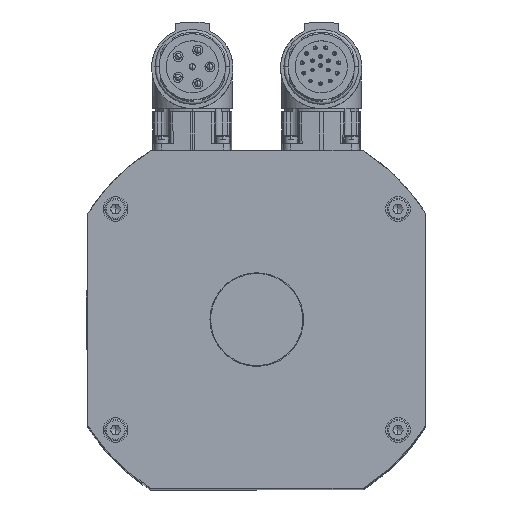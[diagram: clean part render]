
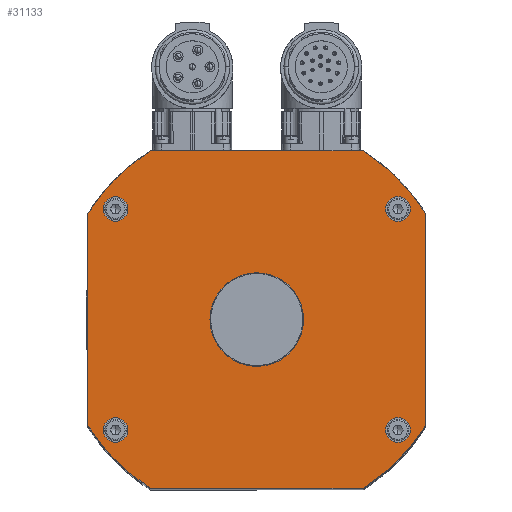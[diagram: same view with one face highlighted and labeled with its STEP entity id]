
A CAD part, top view. The second image highlights one B-rep face of the part: STEP entity #31133.
In plain terms, the highlighted face is planar.
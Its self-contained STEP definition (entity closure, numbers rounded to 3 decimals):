
#6078=CARTESIAN_POINT('',(-46.,40.,296.5));
#6079=VERTEX_POINT('',#6078);
#6095=CARTESIAN_POINT('',(-46.,32.,296.5));
#6096=VERTEX_POINT('',#6095);
#6103=CARTESIAN_POINT('',(-46.,36.,296.5));
#6104=DIRECTION('',(0.0,0.0,-1.0));
#6105=DIRECTION('',(0.0,1.0,0.0));
#6106=AXIS2_PLACEMENT_3D('',#6103,#6104,#6105);
#6107=CIRCLE('',#6106,4.0);
#6108=EDGE_CURVE('',#6079,#6096,#6107,.T.);
#6141=CARTESIAN_POINT('',(46.,-32.,296.5));
#6142=VERTEX_POINT('',#6141);
#6158=CARTESIAN_POINT('',(46.,-40.,296.5));
#6159=VERTEX_POINT('',#6158);
#6166=CARTESIAN_POINT('',(46.0,-36.,296.5));
#6167=DIRECTION('',(0.0,0.0,-1.0));
#6168=DIRECTION('',(0.0,1.0,0.0));
#6169=AXIS2_PLACEMENT_3D('',#6166,#6167,#6168);
#6170=CIRCLE('',#6169,4.0);
#6171=EDGE_CURVE('',#6142,#6159,#6170,.T.);
#6204=CARTESIAN_POINT('',(46.,40.,296.5));
#6205=VERTEX_POINT('',#6204);
#6221=CARTESIAN_POINT('',(46.,32.,296.5));
#6222=VERTEX_POINT('',#6221);
#6229=CARTESIAN_POINT('',(46.,36.,296.5));
#6230=DIRECTION('',(0.0,0.0,-1.0));
#6231=DIRECTION('',(0.0,1.0,0.0));
#6232=AXIS2_PLACEMENT_3D('',#6229,#6230,#6231);
#6233=CIRCLE('',#6232,4.0);
#6234=EDGE_CURVE('',#6205,#6222,#6233,.T.);
#6267=CARTESIAN_POINT('',(-46.,-32.,296.5));
#6268=VERTEX_POINT('',#6267);
#6284=CARTESIAN_POINT('',(-46.,-40.,296.5));
#6285=VERTEX_POINT('',#6284);
#6292=CARTESIAN_POINT('',(-46.,-36.,296.5));
#6293=DIRECTION('',(0.0,0.0,-1.0));
#6294=DIRECTION('',(0.0,1.0,0.0));
#6295=AXIS2_PLACEMENT_3D('',#6292,#6293,#6294);
#6296=CIRCLE('',#6295,4.0);
#6297=EDGE_CURVE('',#6268,#6285,#6296,.T.);
#6309=CARTESIAN_POINT('',(0.,-15.25,296.5));
#6310=VERTEX_POINT('',#6309);
#6326=CARTESIAN_POINT('',(0.,15.25,296.5));
#6327=VERTEX_POINT('',#6326);
#6334=CARTESIAN_POINT('',(0.,0.,296.5));
#6335=DIRECTION('',(0.0,0.0,-1.0));
#6336=DIRECTION('',(0.0,-1.0,0.0));
#6337=AXIS2_PLACEMENT_3D('',#6334,#6335,#6336);
#6338=CIRCLE('',#6337,15.25);
#6339=EDGE_CURVE('',#6310,#6327,#6338,.T.);
#30352=CARTESIAN_POINT('',(0.,0.,296.5));
#30353=DIRECTION('',(0.0,0.0,-1.0));
#30354=DIRECTION('',(0.0,-1.0,0.0));
#30355=AXIS2_PLACEMENT_3D('',#30352,#30353,#30354);
#30356=CIRCLE('',#30355,15.25);
#30357=EDGE_CURVE('',#6327,#6310,#30356,.T.);
#30437=CARTESIAN_POINT('',(-46.,-36.,296.5));
#30438=DIRECTION('',(0.0,0.0,-1.0));
#30439=DIRECTION('',(0.0,1.0,0.0));
#30440=AXIS2_PLACEMENT_3D('',#30437,#30438,#30439);
#30441=CIRCLE('',#30440,4.0);
#30442=EDGE_CURVE('',#6285,#6268,#30441,.T.);
#30496=CARTESIAN_POINT('',(46.,36.,296.5));
#30497=DIRECTION('',(0.0,0.0,-1.0));
#30498=DIRECTION('',(0.0,1.0,0.0));
#30499=AXIS2_PLACEMENT_3D('',#30496,#30497,#30498);
#30500=CIRCLE('',#30499,4.0);
#30501=EDGE_CURVE('',#6222,#6205,#30500,.T.);
#30561=CARTESIAN_POINT('',(46.0,-36.,296.5));
#30562=DIRECTION('',(0.0,0.0,-1.0));
#30563=DIRECTION('',(0.0,1.0,0.0));
#30564=AXIS2_PLACEMENT_3D('',#30561,#30562,#30563);
#30565=CIRCLE('',#30564,4.0);
#30566=EDGE_CURVE('',#6159,#6142,#30565,.T.);
#30620=CARTESIAN_POINT('',(-46.,36.,296.5));
#30621=DIRECTION('',(0.0,0.0,-1.0));
#30622=DIRECTION('',(0.0,1.0,0.0));
#30623=AXIS2_PLACEMENT_3D('',#30620,#30621,#30622);
#30624=CIRCLE('',#30623,4.0);
#30625=EDGE_CURVE('',#6096,#6079,#30624,.T.);
#30672=CARTESIAN_POINT('',(-55.,34.641,296.5));
#30673=VERTEX_POINT('',#30672);
#30680=CARTESIAN_POINT('',(-34.641,55.,296.5));
#30681=VERTEX_POINT('',#30680);
#30682=CARTESIAN_POINT('',(0.,0.,296.5));
#30683=DIRECTION('',(0.,0.,1.));
#30684=DIRECTION('',(0.846,-0.533,0.));
#30685=AXIS2_PLACEMENT_3D('',#30682,#30683,#30684);
#30686=CIRCLE('',#30685,65.);
#30687=EDGE_CURVE('',#30681,#30673,#30686,.T.);
#30739=CARTESIAN_POINT('',(-55.,-34.641,296.5));
#30740=VERTEX_POINT('',#30739);
#30747=CARTESIAN_POINT('',(-55.,34.641,296.5));
#30748=DIRECTION('',(0.0,-1.0,0.0));
#30749=VECTOR('',#30748,69.282);
#30750=LINE('',#30747,#30749);
#30751=EDGE_CURVE('',#30673,#30740,#30750,.T.);
#30803=CARTESIAN_POINT('',(-34.641,-55.,296.5));
#30804=VERTEX_POINT('',#30803);
#30811=CARTESIAN_POINT('',(0.,0.,296.5));
#30812=DIRECTION('',(0.,0.,1.));
#30813=DIRECTION('',(0.533,0.846,0.));
#30814=AXIS2_PLACEMENT_3D('',#30811,#30812,#30813);
#30815=CIRCLE('',#30814,65.);
#30816=EDGE_CURVE('',#30740,#30804,#30815,.T.);
#30835=CARTESIAN_POINT('',(34.641,-55.,296.5));
#30836=VERTEX_POINT('',#30835);
#30843=CARTESIAN_POINT('',(-34.641,-55.,296.5));
#30844=DIRECTION('',(1.0,0.0,0.0));
#30845=VECTOR('',#30844,69.282);
#30846=LINE('',#30843,#30845);
#30847=EDGE_CURVE('',#30804,#30836,#30846,.T.);
#30891=CARTESIAN_POINT('',(55.,-34.641,296.5));
#30892=VERTEX_POINT('',#30891);
#30899=CARTESIAN_POINT('',(0.,0.,296.5));
#30900=DIRECTION('',(0.,0.,1.));
#30901=DIRECTION('',(-0.846,0.533,0.));
#30902=AXIS2_PLACEMENT_3D('',#30899,#30900,#30901);
#30903=CIRCLE('',#30902,65.);
#30904=EDGE_CURVE('',#30836,#30892,#30903,.T.);
#30951=CARTESIAN_POINT('',(55.,34.641,296.5));
#30952=VERTEX_POINT('',#30951);
#30959=CARTESIAN_POINT('',(55.,-34.641,296.5));
#30960=DIRECTION('',(0.0,1.0,0.0));
#30961=VECTOR('',#30960,69.282);
#30962=LINE('',#30959,#30961);
#30963=EDGE_CURVE('',#30892,#30952,#30962,.T.);
#31007=CARTESIAN_POINT('',(34.641,55.,296.5));
#31008=VERTEX_POINT('',#31007);
#31015=CARTESIAN_POINT('',(0.,0.,296.5));
#31016=DIRECTION('',(0.,0.,1.0));
#31017=DIRECTION('',(-0.533,-0.846,0.));
#31018=AXIS2_PLACEMENT_3D('',#31015,#31016,#31017);
#31019=CIRCLE('',#31018,65.0);
#31020=EDGE_CURVE('',#30952,#31008,#31019,.T.);
#31038=CARTESIAN_POINT('',(34.641,55.,296.5));
#31039=DIRECTION('',(-1.0,0.0,0.0));
#31040=VECTOR('',#31039,69.282);
#31041=LINE('',#31038,#31040);
#31042=EDGE_CURVE('',#31008,#30681,#31041,.T.);
#31098=CARTESIAN_POINT('',(0.,0.,296.5));
#31099=DIRECTION('',(0.0,0.0,-1.0));
#31100=DIRECTION('',(0.0,-1.0,0.0));
#31101=AXIS2_PLACEMENT_3D('',#31098,#31099,#31100);
#31102=PLANE('',#31101);
#31103=ORIENTED_EDGE('',*,*,#31042,.T.);
#31104=ORIENTED_EDGE('',*,*,#30687,.T.);
#31105=ORIENTED_EDGE('',*,*,#30751,.T.);
#31106=ORIENTED_EDGE('',*,*,#30816,.T.);
#31107=ORIENTED_EDGE('',*,*,#30847,.T.);
#31108=ORIENTED_EDGE('',*,*,#30904,.T.);
#31109=ORIENTED_EDGE('',*,*,#30963,.T.);
#31110=ORIENTED_EDGE('',*,*,#31020,.T.);
#31111=EDGE_LOOP('',(#31103,#31104,#31105,#31106,#31107,#31108,#31109,#31110));
#31112=FACE_OUTER_BOUND('',#31111,.T.);
#31113=ORIENTED_EDGE('',*,*,#30357,.T.);
#31114=ORIENTED_EDGE('',*,*,#6339,.T.);
#31115=EDGE_LOOP('',(#31113,#31114));
#31116=FACE_BOUND('',#31115,.T.);
#31117=ORIENTED_EDGE('',*,*,#6297,.T.);
#31118=ORIENTED_EDGE('',*,*,#30442,.T.);
#31119=EDGE_LOOP('',(#31117,#31118));
#31120=FACE_BOUND('',#31119,.T.);
#31121=ORIENTED_EDGE('',*,*,#6234,.T.);
#31122=ORIENTED_EDGE('',*,*,#30501,.T.);
#31123=EDGE_LOOP('',(#31121,#31122));
#31124=FACE_BOUND('',#31123,.T.);
#31125=ORIENTED_EDGE('',*,*,#6171,.T.);
#31126=ORIENTED_EDGE('',*,*,#30566,.T.);
#31127=EDGE_LOOP('',(#31125,#31126));
#31128=FACE_BOUND('',#31127,.T.);
#31129=ORIENTED_EDGE('',*,*,#6108,.T.);
#31130=ORIENTED_EDGE('',*,*,#30625,.T.);
#31131=EDGE_LOOP('',(#31129,#31130));
#31132=FACE_BOUND('',#31131,.T.);
#31133=ADVANCED_FACE('',(#31112,#31116,#31120,#31124,#31128,#31132),#31102,.F.);
